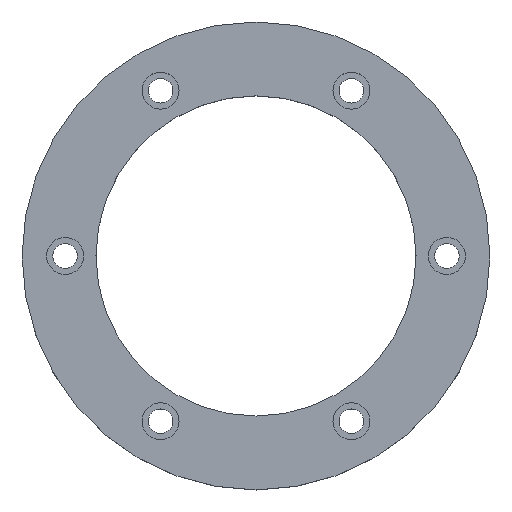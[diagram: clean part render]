
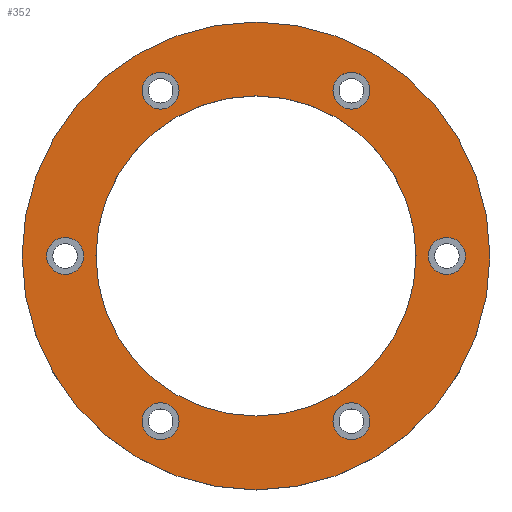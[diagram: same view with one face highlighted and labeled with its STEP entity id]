
A CAD part, top view. The second image highlights one B-rep face of the part: STEP entity #352.
In plain terms, the highlighted planar face has unit normal (0, 0, 1).
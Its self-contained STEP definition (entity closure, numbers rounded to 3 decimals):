
#28=FACE_BOUND('',#100,.T.);
#29=FACE_BOUND('',#101,.T.);
#30=FACE_BOUND('',#102,.T.);
#31=FACE_BOUND('',#103,.T.);
#32=FACE_BOUND('',#104,.T.);
#33=FACE_BOUND('',#105,.T.);
#34=FACE_BOUND('',#106,.T.);
#42=PLANE('',#422);
#64=FACE_OUTER_BOUND('',#99,.T.);
#99=EDGE_LOOP('',(#309));
#100=EDGE_LOOP('',(#310));
#101=EDGE_LOOP('',(#311));
#102=EDGE_LOOP('',(#312));
#103=EDGE_LOOP('',(#313));
#104=EDGE_LOOP('',(#314));
#105=EDGE_LOOP('',(#315));
#106=EDGE_LOOP('',(#316));
#147=CIRCLE('',#392,3.);
#149=CIRCLE('',#396,3.);
#151=CIRCLE('',#400,3.);
#153=CIRCLE('',#404,3.);
#155=CIRCLE('',#408,3.);
#157=CIRCLE('',#412,3.);
#160=CIRCLE('',#417,38.);
#162=CIRCLE('',#421,26.);
#175=VERTEX_POINT('',#577);
#177=VERTEX_POINT('',#584);
#179=VERTEX_POINT('',#591);
#181=VERTEX_POINT('',#598);
#183=VERTEX_POINT('',#605);
#185=VERTEX_POINT('',#612);
#188=VERTEX_POINT('',#621);
#190=VERTEX_POINT('',#628);
#209=EDGE_CURVE('',#175,#175,#147,.T.);
#212=EDGE_CURVE('',#177,#177,#149,.T.);
#215=EDGE_CURVE('',#179,#179,#151,.T.);
#218=EDGE_CURVE('',#181,#181,#153,.T.);
#221=EDGE_CURVE('',#183,#183,#155,.T.);
#224=EDGE_CURVE('',#185,#185,#157,.T.);
#229=EDGE_CURVE('',#188,#188,#160,.T.);
#232=EDGE_CURVE('',#190,#190,#162,.T.);
#309=ORIENTED_EDGE('',*,*,#229,.F.);
#310=ORIENTED_EDGE('',*,*,#209,.T.);
#311=ORIENTED_EDGE('',*,*,#212,.T.);
#312=ORIENTED_EDGE('',*,*,#215,.T.);
#313=ORIENTED_EDGE('',*,*,#218,.T.);
#314=ORIENTED_EDGE('',*,*,#221,.T.);
#315=ORIENTED_EDGE('',*,*,#224,.T.);
#316=ORIENTED_EDGE('',*,*,#232,.T.);
#352=ADVANCED_FACE('',(#64,#28,#29,#30,#31,#32,#33,#34),#42,.T.);
#392=AXIS2_PLACEMENT_3D('',#578,#469,#470);
#396=AXIS2_PLACEMENT_3D('',#585,#478,#479);
#400=AXIS2_PLACEMENT_3D('',#592,#487,#488);
#404=AXIS2_PLACEMENT_3D('',#599,#496,#497);
#408=AXIS2_PLACEMENT_3D('',#606,#505,#506);
#412=AXIS2_PLACEMENT_3D('',#613,#514,#515);
#417=AXIS2_PLACEMENT_3D('',#623,#526,#527);
#421=AXIS2_PLACEMENT_3D('',#630,#535,#536);
#422=AXIS2_PLACEMENT_3D('',#631,#537,#538);
#469=DIRECTION('center_axis',(0.,0.,-1.));
#470=DIRECTION('ref_axis',(1.,0.,0.));
#478=DIRECTION('center_axis',(0.,0.,-1.));
#479=DIRECTION('ref_axis',(1.,0.,0.));
#487=DIRECTION('center_axis',(0.,0.,-1.));
#488=DIRECTION('ref_axis',(1.,0.,0.));
#496=DIRECTION('center_axis',(0.,0.,-1.));
#497=DIRECTION('ref_axis',(1.,0.,0.));
#505=DIRECTION('center_axis',(0.,0.,-1.));
#506=DIRECTION('ref_axis',(1.,0.,0.));
#514=DIRECTION('center_axis',(0.,0.,-1.));
#515=DIRECTION('ref_axis',(1.,0.,0.));
#526=DIRECTION('center_axis',(0.,0.,-1.));
#527=DIRECTION('ref_axis',(1.,0.,0.));
#535=DIRECTION('center_axis',(0.,0.,-1.));
#536=DIRECTION('ref_axis',(1.,0.,0.));
#537=DIRECTION('center_axis',(0.,0.,1.));
#538=DIRECTION('ref_axis',(1.,0.,0.));
#577=CARTESIAN_POINT('',(12.5,-26.847,15.5));
#578=CARTESIAN_POINT('Origin',(15.5,-26.847,15.5));
#584=CARTESIAN_POINT('',(-18.5,26.847,15.5));
#585=CARTESIAN_POINT('Origin',(-15.5,26.847,15.5));
#591=CARTESIAN_POINT('',(-18.5,-26.847,15.5));
#592=CARTESIAN_POINT('Origin',(-15.5,-26.847,15.5));
#598=CARTESIAN_POINT('',(28.,0.,15.5));
#599=CARTESIAN_POINT('Origin',(31.,0.,15.5));
#605=CARTESIAN_POINT('',(12.5,26.847,15.5));
#606=CARTESIAN_POINT('Origin',(15.5,26.847,15.5));
#612=CARTESIAN_POINT('',(-34.,0.,15.5));
#613=CARTESIAN_POINT('Origin',(-31.,0.,15.5));
#621=CARTESIAN_POINT('',(38.,0.,15.5));
#623=CARTESIAN_POINT('Origin',(0.,0.,15.5));
#628=CARTESIAN_POINT('',(26.,0.,15.5));
#630=CARTESIAN_POINT('Origin',(0.,0.,15.5));
#631=CARTESIAN_POINT('Origin',(-38.,0.,15.5));
